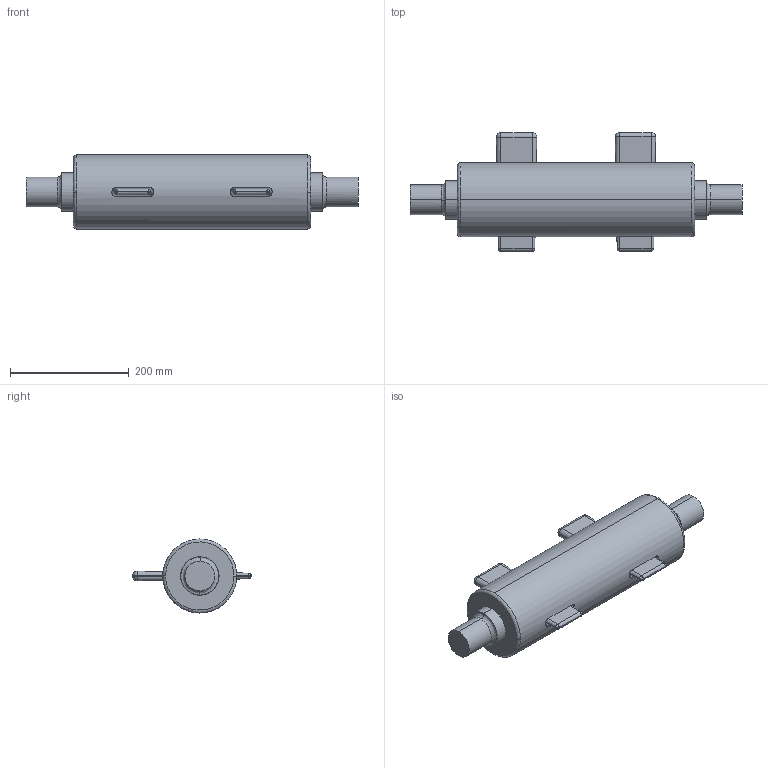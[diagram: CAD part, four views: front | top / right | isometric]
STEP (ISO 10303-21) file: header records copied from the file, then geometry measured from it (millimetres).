
FILE_DESCRIPTION (( 'STEP AP214' ), '1' );
FILE_NAME ('cotter_joint_STEP_without_interf.STEP', '2020-08-09T20:53:03', ( '' ), ( '' ), 'SwSTEP 2.0', 'SolidWorks 2016', '' );
FILE_SCHEMA (( 'AUTOMOTIVE_DESIGN' ));
Length unit declared in the file: millimetre
Products named in the file (4): cotter_joint_STEP_without_interf; SHAFT; COTTER; HUB
Assembly tree (5 placements, depth 2):
  cotter_joint_STEP_without_interf
    HUB
    SHAFT  x2
    COTTER  x2
Bounding box: 560 x 200.26 x 125 mm (x, y, z)
Volume: 5308599.8 mm3; surface area: 461642.7 mm2
Topology: 5 solids, 5 shells, 130 faces, 322 edges, 204 vertices
Faces by surface type: cylinder 52, plane 42, bspline 16, cone 12, torus 8
Entity records: 4619 total; most frequent: CARTESIAN_POINT 2443, ORIENTED_EDGE 446, DIRECTION 395, EDGE_CURVE 223, AXIS2_PLACEMENT_3D 154, VERTEX_POINT 144, EDGE_LOOP 99, LINE 87
